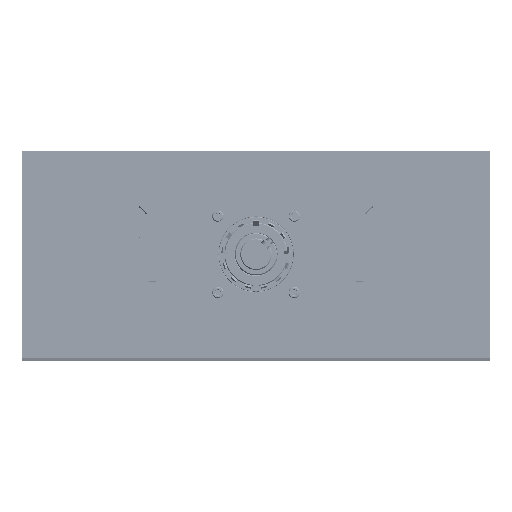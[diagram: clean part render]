
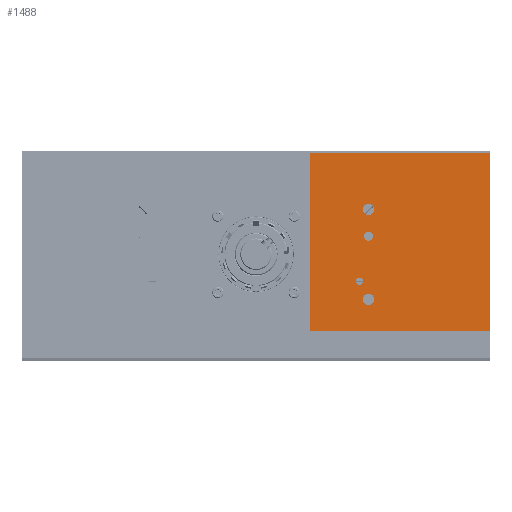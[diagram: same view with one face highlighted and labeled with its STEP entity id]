
A CAD part, top view. The second image highlights one B-rep face of the part: STEP entity #1488.
In plain terms, the highlighted planar face has unit normal (0, 0, 1).
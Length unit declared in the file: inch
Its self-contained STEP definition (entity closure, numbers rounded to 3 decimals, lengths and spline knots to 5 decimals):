
#1484 = CARTESIAN_POINT ( 'NONE',  ( 2.875, 1.375, 1.5 ) ) ;
#1488 = ADVANCED_FACE ( 'NONE', ( #17029, #199743, #201930, #113641, #33626 ), #15923, .T. ) ;
#5231 = DIRECTION ( 'NONE',  ( -1., 0., 0. ) ) ;
#8010 = AXIS2_PLACEMENT_3D ( 'NONE', #175757, #105047, #142456 ) ;
#11490 = VERTEX_POINT ( 'NONE', #47511 ) ;
#13783 = CIRCLE ( 'NONE', #59617, 0.125 ) ;
#15923 = PLANE ( 'NONE',  #120114 ) ;
#16006 = CARTESIAN_POINT ( 'NONE',  ( 3.125, 2.625, 1.5 ) ) ;
#17029 = FACE_OUTER_BOUND ( 'NONE', #107213, .T. ) ;
#18498 = LINE ( 'NONE', #54960, #64086 ) ;
#18705 = CARTESIAN_POINT ( 'NONE',  ( 137.5, 4.938, 1.5 ) ) ;
#20023 = AXIS2_PLACEMENT_3D ( 'NONE', #196021, #63042, #44299 ) ;
#22190 = AXIS2_PLACEMENT_3D ( 'NONE', #1484, #187645, #172130 ) ;
#29244 = CARTESIAN_POINT ( 'NONE',  ( 3.125, 0.875, 1.5 ) ) ;
#29612 = CIRCLE ( 'NONE', #206431, 0.1005 ) ;
#29816 = VERTEX_POINT ( 'NONE', #32736 ) ;
#32736 = CARTESIAN_POINT ( 'NONE',  ( 3.28125, 0.875, 1.5 ) ) ;
#33305 = VERTEX_POINT ( 'NONE', #154501 ) ;
#33626 = FACE_BOUND ( 'NONE', #160747, .T. ) ;
#33725 = DIRECTION ( 'NONE',  ( 1., 0., 0. ) ) ;
#33918 = AXIS2_PLACEMENT_3D ( 'NONE', #29244, #96921, #115756 ) ;
#36853 = VERTEX_POINT ( 'NONE', #77698 ) ;
#44299 = DIRECTION ( 'NONE',  ( 1., 0., 0. ) ) ;
#46428 = CARTESIAN_POINT ( 'NONE',  ( 2.875, 1.375, 1.5 ) ) ;
#47008 = CIRCLE ( 'NONE', #8010, 0.15625 ) ;
#47511 = CARTESIAN_POINT ( 'NONE',  ( 6.5, 0., 1.5 ) ) ;
#49970 = ORIENTED_EDGE ( 'NONE', *, *, #152844, .F. ) ;
#50085 = CIRCLE ( 'NONE', #173406, 0.125 ) ;
#51948 = LINE ( 'NONE', #18705, #54377 ) ;
#52736 = EDGE_CURVE ( 'NONE', #33305, #36853, #29612, .T. ) ;
#54377 = VECTOR ( 'NONE', #119634, 39.37008 ) ;
#54960 = CARTESIAN_POINT ( 'NONE',  ( 6.5, -0.312, 1.5 ) ) ;
#58904 = CIRCLE ( 'NONE', #20023, 0.15625 ) ;
#59617 = AXIS2_PLACEMENT_3D ( 'NONE', #106035, #140164, #206564 ) ;
#61651 = CARTESIAN_POINT ( 'NONE',  ( 3., 2.625, 1.5 ) ) ;
#61827 = CARTESIAN_POINT ( 'NONE',  ( 3.125, 3.375, 1.5 ) ) ;
#63042 = DIRECTION ( 'NONE',  ( 0., 0., 1. ) ) ;
#63544 = CARTESIAN_POINT ( 'NONE',  ( 6.5, 4.938, 1.5 ) ) ;
#64086 = VECTOR ( 'NONE', #102776, 39.37008 ) ;
#64724 = VECTOR ( 'NONE', #5231, 39.37008 ) ;
#65777 = EDGE_CURVE ( 'NONE', #210600, #151796, #105574, .T. ) ;
#68010 = DIRECTION ( 'NONE',  ( 0., 0., 1. ) ) ;
#71049 = ORIENTED_EDGE ( 'NONE', *, *, #190778, .F. ) ;
#71155 = EDGE_LOOP ( 'NONE', ( #110040, #190624 ) ) ;
#76300 = DIRECTION ( 'NONE',  ( 1., 0., 0. ) ) ;
#77698 = CARTESIAN_POINT ( 'NONE',  ( 2.7745, 1.375, 1.5 ) ) ;
#86632 = EDGE_CURVE ( 'NONE', #29816, #162038, #47008, .T. ) ;
#87294 = CARTESIAN_POINT ( 'NONE',  ( -7.18207, 0., 1.5 ) ) ;
#90531 = EDGE_CURVE ( 'NONE', #194005, #119360, #51948, .T. ) ;
#96921 = DIRECTION ( 'NONE',  ( 0., 0., 1. ) ) ;
#98054 = CARTESIAN_POINT ( 'NONE',  ( 137.5, -0.312, 1.5 ) ) ;
#99126 = DIRECTION ( 'NONE',  ( 0., 0., 1. ) ) ;
#101033 = EDGE_CURVE ( 'NONE', #11490, #194005, #18498, .T. ) ;
#101479 = EDGE_CURVE ( 'NONE', #116974, #128120, #50085, .T. ) ;
#102776 = DIRECTION ( 'NONE',  ( 0., 1., 0. ) ) ;
#104106 = ORIENTED_EDGE ( 'NONE', *, *, #90531, .T. ) ;
#104641 = EDGE_CURVE ( 'NONE', #36853, #33305, #181313, .T. ) ;
#105047 = DIRECTION ( 'NONE',  ( 0., 0., 1. ) ) ;
#105574 = CIRCLE ( 'NONE', #133737, 0.15625 ) ;
#106035 = CARTESIAN_POINT ( 'NONE',  ( 3.125, 2.625, 1.5 ) ) ;
#107213 = EDGE_LOOP ( 'NONE', ( #152742, #150061, #157994, #104106 ) ) ;
#110040 = ORIENTED_EDGE ( 'NONE', *, *, #155458, .F. ) ;
#113641 = FACE_BOUND ( 'NONE', #212649, .T. ) ;
#114119 = LINE ( 'NONE', #166061, #164708 ) ;
#115756 = DIRECTION ( 'NONE',  ( 1., 0., 0. ) ) ;
#116360 = VERTEX_POINT ( 'NONE', #175298 ) ;
#116974 = VERTEX_POINT ( 'NONE', #61651 ) ;
#119360 = VERTEX_POINT ( 'NONE', #197119 ) ;
#119634 = DIRECTION ( 'NONE',  ( -1., 0., 0. ) ) ;
#120114 = AXIS2_PLACEMENT_3D ( 'NONE', #98054, #99126, #167735 ) ;
#123714 = CARTESIAN_POINT ( 'NONE',  ( 3.25, 2.625, 1.5 ) ) ;
#128120 = VERTEX_POINT ( 'NONE', #123714 ) ;
#129137 = EDGE_CURVE ( 'NONE', #11490, #116360, #137125, .T. ) ;
#131668 = CARTESIAN_POINT ( 'NONE',  ( 2.96875, 0.875, 1.5 ) ) ;
#133737 = AXIS2_PLACEMENT_3D ( 'NONE', #61827, #177134, #76300 ) ;
#137125 = LINE ( 'NONE', #87294, #64724 ) ;
#140164 = DIRECTION ( 'NONE',  ( 0., 0., 1. ) ) ;
#142456 = DIRECTION ( 'NONE',  ( 1., 0., 0. ) ) ;
#146086 = DIRECTION ( 'NONE',  ( 0., 0., 1. ) ) ;
#150061 = ORIENTED_EDGE ( 'NONE', *, *, #129137, .F. ) ;
#151644 = ORIENTED_EDGE ( 'NONE', *, *, #104641, .F. ) ;
#151796 = VERTEX_POINT ( 'NONE', #155598 ) ;
#152742 = ORIENTED_EDGE ( 'NONE', *, *, #205061, .F. ) ;
#152844 = EDGE_CURVE ( 'NONE', #162038, #29816, #157728, .T. ) ;
#154501 = CARTESIAN_POINT ( 'NONE',  ( 2.9755, 1.375, 1.5 ) ) ;
#155458 = EDGE_CURVE ( 'NONE', #128120, #116974, #13783, .T. ) ;
#155598 = CARTESIAN_POINT ( 'NONE',  ( 3.28125, 3.375, 1.5 ) ) ;
#157728 = CIRCLE ( 'NONE', #33918, 0.15625 ) ;
#157994 = ORIENTED_EDGE ( 'NONE', *, *, #101033, .T. ) ;
#160747 = EDGE_LOOP ( 'NONE', ( #71049, #171904 ) ) ;
#162038 = VERTEX_POINT ( 'NONE', #131668 ) ;
#164708 = VECTOR ( 'NONE', #215717, 39.37008 ) ;
#166061 = CARTESIAN_POINT ( 'NONE',  ( 1.5, -0.875, 1.5 ) ) ;
#167735 = DIRECTION ( 'NONE',  ( 1., 0., 0. ) ) ;
#171904 = ORIENTED_EDGE ( 'NONE', *, *, #65777, .F. ) ;
#172130 = DIRECTION ( 'NONE',  ( 1., 0., 0. ) ) ;
#173406 = AXIS2_PLACEMENT_3D ( 'NONE', #16006, #68010, #33725 ) ;
#174759 = ORIENTED_EDGE ( 'NONE', *, *, #86632, .F. ) ;
#175298 = CARTESIAN_POINT ( 'NONE',  ( 1.5, 0., 1.5 ) ) ;
#175757 = CARTESIAN_POINT ( 'NONE',  ( 3.125, 0.875, 1.5 ) ) ;
#177134 = DIRECTION ( 'NONE',  ( 0., 0., 1. ) ) ;
#179750 = ORIENTED_EDGE ( 'NONE', *, *, #52736, .F. ) ;
#181313 = CIRCLE ( 'NONE', #22190, 0.1005 ) ;
#183281 = EDGE_LOOP ( 'NONE', ( #179750, #151644 ) ) ;
#187645 = DIRECTION ( 'NONE',  ( 0., 0., 1. ) ) ;
#190624 = ORIENTED_EDGE ( 'NONE', *, *, #101479, .F. ) ;
#190778 = EDGE_CURVE ( 'NONE', #151796, #210600, #58904, .T. ) ;
#194005 = VERTEX_POINT ( 'NONE', #63544 ) ;
#196021 = CARTESIAN_POINT ( 'NONE',  ( 3.125, 3.375, 1.5 ) ) ;
#197119 = CARTESIAN_POINT ( 'NONE',  ( 1.5, 4.938, 1.5 ) ) ;
#197345 = CARTESIAN_POINT ( 'NONE',  ( 2.96875, 3.375, 1.5 ) ) ;
#199743 = FACE_BOUND ( 'NONE', #183281, .T. ) ;
#201930 = FACE_BOUND ( 'NONE', #71155, .T. ) ;
#205061 = EDGE_CURVE ( 'NONE', #116360, #119360, #114119, .T. ) ;
#206431 = AXIS2_PLACEMENT_3D ( 'NONE', #46428, #146086, #213543 ) ;
#206564 = DIRECTION ( 'NONE',  ( 1., 0., 0. ) ) ;
#210600 = VERTEX_POINT ( 'NONE', #197345 ) ;
#212649 = EDGE_LOOP ( 'NONE', ( #174759, #49970 ) ) ;
#213543 = DIRECTION ( 'NONE',  ( 1., 0., 0. ) ) ;
#215717 = DIRECTION ( 'NONE',  ( 0., 1., 0. ) ) ;
